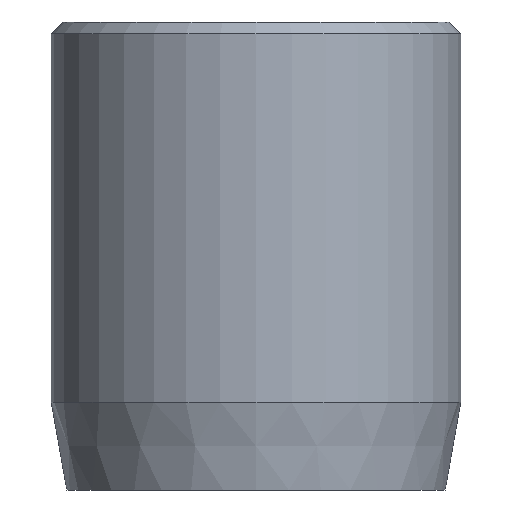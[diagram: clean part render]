
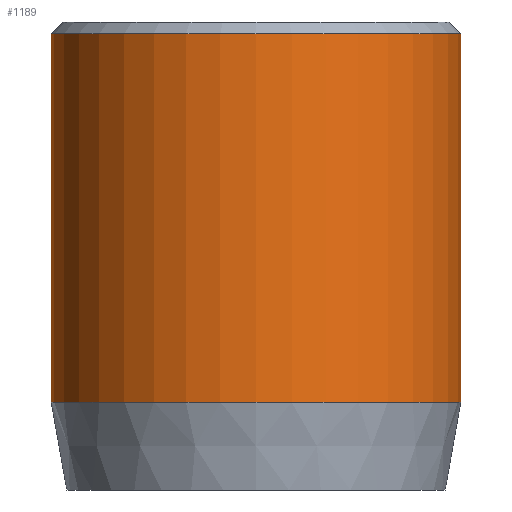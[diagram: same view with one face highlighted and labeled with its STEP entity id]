
A CAD part, front view. The second image highlights one B-rep face of the part: STEP entity #1189.
In plain terms, the highlighted cylindrical face has radius 3.5 mm (diameter 7 mm), a partial arc.
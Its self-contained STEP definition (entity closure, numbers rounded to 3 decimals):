
#73 = CARTESIAN_POINT ( 'NONE',  ( -3.5, 0., 8. ) ) ;
#117 = CARTESIAN_POINT ( 'NONE',  ( 0., 0., 8. ) ) ;
#179 = DIRECTION ( 'NONE',  ( 0., 0., -1. ) ) ;
#182 = EDGE_CURVE ( 'NONE', #349, #1110, #1120, .T. ) ;
#218 = DIRECTION ( 'NONE',  ( 0., 0., -1. ) ) ;
#231 = AXIS2_PLACEMENT_3D ( 'NONE', #117, #218, #435 ) ;
#256 = EDGE_CURVE ( 'NONE', #1110, #445, #360, .T. ) ;
#280 = DIRECTION ( 'NONE',  ( 0., 0., -1. ) ) ;
#290 = CARTESIAN_POINT ( 'NONE',  ( 3.5, 0., 8. ) ) ;
#319 = EDGE_LOOP ( 'NONE', ( #802, #719, #995, #875 ) ) ;
#340 = VERTEX_POINT ( 'NONE', #1154 ) ;
#349 = VERTEX_POINT ( 'NONE', #1017 ) ;
#360 = LINE ( 'NONE', #73, #1038 ) ;
#435 = DIRECTION ( 'NONE',  ( -1., 0., 0. ) ) ;
#445 = VERTEX_POINT ( 'NONE', #446 ) ;
#446 = CARTESIAN_POINT ( 'NONE',  ( -3.5, 0., 1.5 ) ) ;
#474 = EDGE_CURVE ( 'NONE', #349, #340, #853, .T. ) ;
#509 = CARTESIAN_POINT ( 'NONE',  ( 0., 0., 7.8 ) ) ;
#517 = DIRECTION ( 'NONE',  ( 1., 0., 0. ) ) ;
#536 = DIRECTION ( 'NONE',  ( 0., 0., 1. ) ) ;
#588 = DIRECTION ( 'NONE',  ( 0., 0., -1. ) ) ;
#603 = CIRCLE ( 'NONE', #1160, 3.5 ) ;
#629 = VECTOR ( 'NONE', #280, 1000. ) ;
#719 = ORIENTED_EDGE ( 'NONE', *, *, #182, .T. ) ;
#730 = AXIS2_PLACEMENT_3D ( 'NONE', #509, #588, #517 ) ;
#802 = ORIENTED_EDGE ( 'NONE', *, *, #474, .F. ) ;
#853 = LINE ( 'NONE', #290, #629 ) ;
#875 = ORIENTED_EDGE ( 'NONE', *, *, #1128, .T. ) ;
#946 = CARTESIAN_POINT ( 'NONE',  ( -3.5, 0., 7.8 ) ) ;
#973 = FACE_OUTER_BOUND ( 'NONE', #319, .T. ) ;
#995 = ORIENTED_EDGE ( 'NONE', *, *, #256, .T. ) ;
#1017 = CARTESIAN_POINT ( 'NONE',  ( 3.5, 0., 7.8 ) ) ;
#1036 = CARTESIAN_POINT ( 'NONE',  ( 0., 0., 1.5 ) ) ;
#1038 = VECTOR ( 'NONE', #179, 1000. ) ;
#1110 = VERTEX_POINT ( 'NONE', #946 ) ;
#1120 = CIRCLE ( 'NONE', #730, 3.5 ) ;
#1123 = DIRECTION ( 'NONE',  ( 1., 0., 0. ) ) ;
#1128 = EDGE_CURVE ( 'NONE', #445, #340, #603, .T. ) ;
#1154 = CARTESIAN_POINT ( 'NONE',  ( 3.5, 0., 1.5 ) ) ;
#1160 = AXIS2_PLACEMENT_3D ( 'NONE', #1036, #536, #1123 ) ;
#1169 = CYLINDRICAL_SURFACE ( 'NONE', #231, 3.5 ) ;
#1189 = ADVANCED_FACE ( 'NONE', ( #973 ), #1169, .T. ) ;
